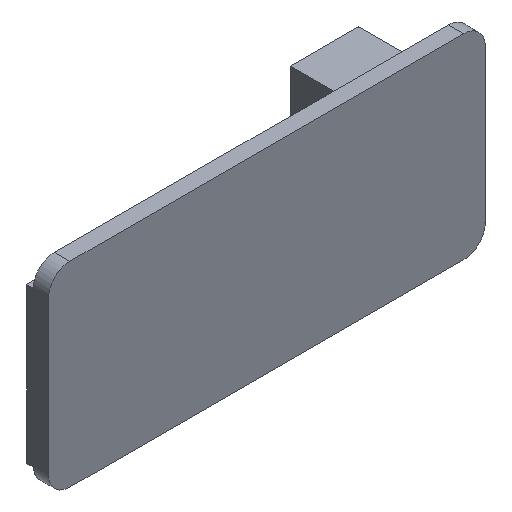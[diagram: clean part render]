
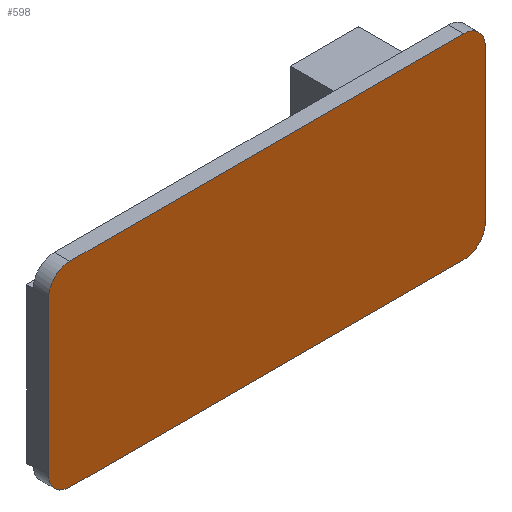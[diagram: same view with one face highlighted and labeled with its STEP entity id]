
A CAD part, isometric view. The second image highlights one B-rep face of the part: STEP entity #598.
In plain terms, the highlighted planar face has unit normal (0, -1, 0).
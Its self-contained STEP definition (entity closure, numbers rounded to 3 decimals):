
#26=CIRCLE('',#655,2.5);
#27=CIRCLE('',#658,2.5);
#28=CIRCLE('',#659,2.5);
#29=CIRCLE('',#660,2.5);
#72=FACE_OUTER_BOUND('',#106,.T.);
#106=EDGE_LOOP('',(#507,#508,#509,#510,#511,#512,#513,#514));
#173=LINE('',#963,#243);
#175=LINE('',#967,#245);
#176=LINE('',#971,#246);
#177=LINE('',#975,#247);
#243=VECTOR('',#793,10.);
#245=VECTOR('',#797,10.);
#246=VECTOR('',#800,10.);
#247=VECTOR('',#803,10.);
#297=VERTEX_POINT('',#956);
#298=VERTEX_POINT('',#958);
#299=VERTEX_POINT('',#962);
#300=VERTEX_POINT('',#966);
#301=VERTEX_POINT('',#968);
#302=VERTEX_POINT('',#970);
#303=VERTEX_POINT('',#972);
#304=VERTEX_POINT('',#974);
#370=EDGE_CURVE('',#297,#298,#26,.T.);
#372=EDGE_CURVE('',#299,#298,#173,.T.);
#374=EDGE_CURVE('',#300,#297,#175,.T.);
#375=EDGE_CURVE('',#301,#300,#27,.T.);
#376=EDGE_CURVE('',#302,#301,#176,.T.);
#377=EDGE_CURVE('',#303,#302,#28,.T.);
#378=EDGE_CURVE('',#304,#303,#177,.T.);
#379=EDGE_CURVE('',#299,#304,#29,.T.);
#507=ORIENTED_EDGE('',*,*,#370,.F.);
#508=ORIENTED_EDGE('',*,*,#374,.F.);
#509=ORIENTED_EDGE('',*,*,#375,.F.);
#510=ORIENTED_EDGE('',*,*,#376,.F.);
#511=ORIENTED_EDGE('',*,*,#377,.F.);
#512=ORIENTED_EDGE('',*,*,#378,.F.);
#513=ORIENTED_EDGE('',*,*,#379,.F.);
#514=ORIENTED_EDGE('',*,*,#372,.T.);
#569=PLANE('',#657);
#598=ADVANCED_FACE('',(#72),#569,.T.);
#655=AXIS2_PLACEMENT_3D('',#959,#788,#789);
#657=AXIS2_PLACEMENT_3D('',#965,#795,#796);
#658=AXIS2_PLACEMENT_3D('',#969,#798,#799);
#659=AXIS2_PLACEMENT_3D('',#973,#801,#802);
#660=AXIS2_PLACEMENT_3D('',#976,#804,#805);
#788=DIRECTION('center_axis',(0.,1.,0.));
#789=DIRECTION('ref_axis',(0.707,0.,0.707));
#793=DIRECTION('',(0.,0.,1.));
#795=DIRECTION('center_axis',(0.,-1.,0.));
#796=DIRECTION('ref_axis',(1.,0.,0.));
#797=DIRECTION('',(1.,0.,0.));
#798=DIRECTION('center_axis',(0.,1.,0.));
#799=DIRECTION('ref_axis',(-0.707,0.,0.707));
#800=DIRECTION('',(0.,0.,1.));
#801=DIRECTION('center_axis',(0.,1.,0.));
#802=DIRECTION('ref_axis',(-0.707,0.,-0.707));
#803=DIRECTION('',(-1.,0.,0.));
#804=DIRECTION('center_axis',(0.,1.,0.));
#805=DIRECTION('ref_axis',(0.707,0.,-0.707));
#956=CARTESIAN_POINT('',(23.,-1.8,11.425));
#958=CARTESIAN_POINT('',(25.5,-1.8,8.925));
#959=CARTESIAN_POINT('Origin',(23.,-1.8,8.925));
#962=CARTESIAN_POINT('',(25.5,-1.8,-8.925));
#963=CARTESIAN_POINT('',(25.5,-1.8,0.));
#965=CARTESIAN_POINT('Origin',(-25.5,-1.8,0.));
#966=CARTESIAN_POINT('',(-23.,-1.8,11.425));
#967=CARTESIAN_POINT('',(-25.5,-1.8,11.425));
#968=CARTESIAN_POINT('',(-25.5,-1.8,8.925));
#969=CARTESIAN_POINT('Origin',(-23.,-1.8,8.925));
#970=CARTESIAN_POINT('',(-25.5,-1.8,-8.925));
#971=CARTESIAN_POINT('',(-25.5,-1.8,0.));
#972=CARTESIAN_POINT('',(-23.,-1.8,-11.425));
#973=CARTESIAN_POINT('Origin',(-23.,-1.8,-8.925));
#974=CARTESIAN_POINT('',(23.,-1.8,-11.425));
#975=CARTESIAN_POINT('',(-25.5,-1.8,-11.425));
#976=CARTESIAN_POINT('Origin',(23.,-1.8,-8.925));
